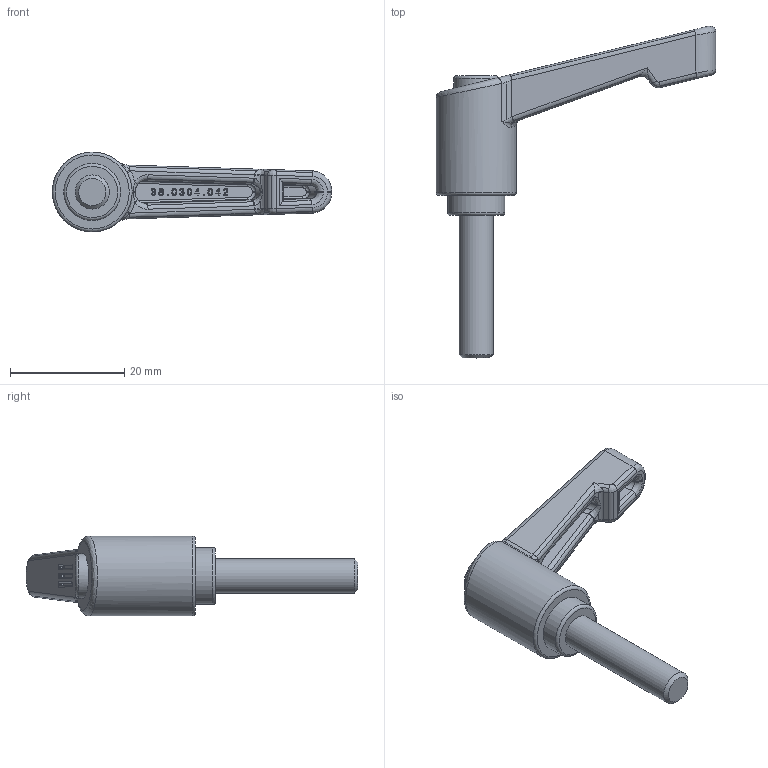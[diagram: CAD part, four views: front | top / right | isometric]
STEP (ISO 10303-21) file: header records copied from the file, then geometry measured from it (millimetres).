
FILE_DESCRIPTION(/* description */ ('Alibre Inc.'),/* implementation_level */ '2;1');
FILE_NAME(/* name */ 'export-C07774B9-5160-43F4-AFF6-3D17302CB57C',/* time_stamp */ '2022-08-24T17:21:03+02:00',/* author */ (''),/* organization */ (''),/* preprocessor_version */ 'ST-DEVELOPER v17',/* originating_system */ 'Alibre',/* authorisation */ '');
FILE_SCHEMA (('AUTOMOTIVE_DESIGN'));
Length unit declared in the file: millimetre
Products named in the file (2): BK38.0304.042060025INOX_PART1; BK38.0304.042060025INOX
Bounding box: 49 x 58.22 x 14 mm (x, y, z)
Volume: 5713.7 mm3; surface area: 3192.5 mm2
Topology: 1 solids, 1 shells, 382 faces, 969 edges, 609 vertices
Faces by surface type: cylinder 136, bspline 117, plane 108, torus 20, cone 1
Full cylindrical faces by diameter (mm): 6 x1, 10 x1, 14 x1
Entity records: 25857 total; most frequent: CARTESIAN_POINT 17723, ORIENTED_EDGE 1926, DIRECTION 999, EDGE_CURVE 963, VERTEX_POINT 609, EDGE_LOOP 408, FACE_BOUND 408, B_SPLINE_CURVE_WITH_KNOTS 402
